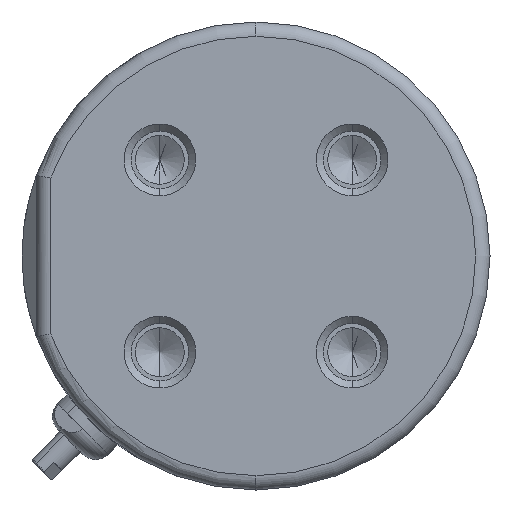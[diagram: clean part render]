
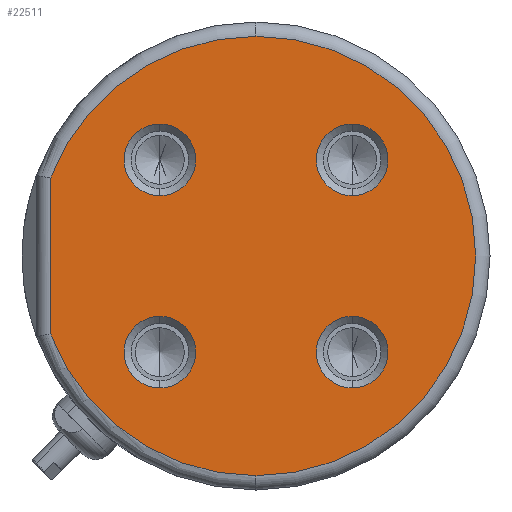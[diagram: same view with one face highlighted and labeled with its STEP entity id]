
A CAD part, left-side view. The second image highlights one B-rep face of the part: STEP entity #22511.
In plain terms, the highlighted planar face has unit normal (-1, 0, 0).
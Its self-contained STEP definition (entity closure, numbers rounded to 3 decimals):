
#186 = DIRECTION ( 'NONE',  ( 1., 0., 0. ) ) ;
#608 = FACE_OUTER_BOUND ( 'NONE', #12222, .T. ) ;
#1199 = DIRECTION ( 'NONE',  ( 1., 0., 0. ) ) ;
#1397 = EDGE_CURVE ( 'NONE', #25875, #11243, #31297, .T. ) ;
#1494 = ORIENTED_EDGE ( 'NONE', *, *, #6446, .T. ) ;
#1530 = CARTESIAN_POINT ( 'NONE',  ( -41.5, -13.435, 13.435 ) ) ;
#1624 = CIRCLE ( 'NONE', #4363, 30.7 ) ;
#2152 = VERTEX_POINT ( 'NONE', #25296 ) ;
#2741 = CIRCLE ( 'NONE', #18572, 5. ) ;
#3257 = DIRECTION ( 'NONE',  ( 1., 0., 0. ) ) ;
#3357 = ORIENTED_EDGE ( 'NONE', *, *, #33098, .T. ) ;
#4363 = AXIS2_PLACEMENT_3D ( 'NONE', #29568, #24581, #21658 ) ;
#4478 = VERTEX_POINT ( 'NONE', #27035 ) ;
#4545 = DIRECTION ( 'NONE',  ( 1., 0., 0. ) ) ;
#4793 = CARTESIAN_POINT ( 'NONE',  ( -41.5, 28.7, -10.9 ) ) ;
#5414 = CARTESIAN_POINT ( 'NONE',  ( -41.5, -13.435, 8.435 ) ) ;
#5859 = VERTEX_POINT ( 'NONE', #22392 ) ;
#5935 = DIRECTION ( 'NONE',  ( 0., 0., 1. ) ) ;
#6344 = EDGE_CURVE ( 'NONE', #25761, #8236, #13636, .T. ) ;
#6405 = FACE_BOUND ( 'NONE', #27783, .T. ) ;
#6446 = EDGE_CURVE ( 'NONE', #12907, #2152, #2741, .T. ) ;
#6501 = ORIENTED_EDGE ( 'NONE', *, *, #10230, .T. ) ;
#6830 = EDGE_CURVE ( 'NONE', #11243, #5859, #20337, .T. ) ;
#7875 = DIRECTION ( 'NONE',  ( 0., 0., 1. ) ) ;
#8207 = DIRECTION ( 'NONE',  ( 0., 0., 1. ) ) ;
#8236 = VERTEX_POINT ( 'NONE', #17450 ) ;
#8679 = DIRECTION ( 'NONE',  ( 1., 0., 0. ) ) ;
#8699 = AXIS2_PLACEMENT_3D ( 'NONE', #11212, #31483, #24093 ) ;
#8753 = VERTEX_POINT ( 'NONE', #5414 ) ;
#8945 = EDGE_CURVE ( 'NONE', #8236, #25761, #23674, .T. ) ;
#9054 = DIRECTION ( 'NONE',  ( 1., 0., 0. ) ) ;
#9410 = CARTESIAN_POINT ( 'NONE',  ( -41.5, 13.435, -8.435 ) ) ;
#9502 = CARTESIAN_POINT ( 'NONE',  ( -41.5, 28.7, 10.9 ) ) ;
#9963 = AXIS2_PLACEMENT_3D ( 'NONE', #12914, #4545, #17884 ) ;
#10230 = EDGE_CURVE ( 'NONE', #25856, #11643, #33394, .T. ) ;
#10344 = AXIS2_PLACEMENT_3D ( 'NONE', #26237, #3257, #8207 ) ;
#10425 = CARTESIAN_POINT ( 'NONE',  ( -41.5, 0., -30.7 ) ) ;
#10853 = EDGE_CURVE ( 'NONE', #5859, #28169, #1624, .T. ) ;
#11212 = CARTESIAN_POINT ( 'NONE',  ( -41.5, 13.435, -13.435 ) ) ;
#11243 = VERTEX_POINT ( 'NONE', #10425 ) ;
#11438 = DIRECTION ( 'NONE',  ( 0., 0., 1. ) ) ;
#11612 = DIRECTION ( 'NONE',  ( 0., 0., 1. ) ) ;
#11643 = VERTEX_POINT ( 'NONE', #33531 ) ;
#11963 = AXIS2_PLACEMENT_3D ( 'NONE', #1530, #1199, #11612 ) ;
#12158 = ORIENTED_EDGE ( 'NONE', *, *, #6344, .T. ) ;
#12222 = EDGE_LOOP ( 'NONE', ( #27991, #30930, #26945, #3357 ) ) ;
#12580 = DIRECTION ( 'NONE',  ( -1., 0., 0. ) ) ;
#12837 = EDGE_LOOP ( 'NONE', ( #1494, #20639 ) ) ;
#12907 = VERTEX_POINT ( 'NONE', #20240 ) ;
#12914 = CARTESIAN_POINT ( 'NONE',  ( -41.5, -13.435, -13.435 ) ) ;
#13023 = ORIENTED_EDGE ( 'NONE', *, *, #13283, .T. ) ;
#13158 = DIRECTION ( 'NONE',  ( 0., 0., 1. ) ) ;
#13225 = AXIS2_PLACEMENT_3D ( 'NONE', #27390, #27052, #5935 ) ;
#13283 = EDGE_CURVE ( 'NONE', #4478, #8753, #29615, .T. ) ;
#13320 = DIRECTION ( 'NONE',  ( 1., 0., 0. ) ) ;
#13636 = CIRCLE ( 'NONE', #10344, 5. ) ;
#14189 = CARTESIAN_POINT ( 'NONE',  ( -41.5, 13.435, -13.435 ) ) ;
#14300 = AXIS2_PLACEMENT_3D ( 'NONE', #18575, #12580, #20638 ) ;
#15192 = ORIENTED_EDGE ( 'NONE', *, *, #21654, .T. ) ;
#15891 = EDGE_CURVE ( 'NONE', #2152, #12907, #20198, .T. ) ;
#16846 = FACE_BOUND ( 'NONE', #30974, .T. ) ;
#17450 = CARTESIAN_POINT ( 'NONE',  ( -41.5, -13.435, -18.435 ) ) ;
#17884 = DIRECTION ( 'NONE',  ( 0., 0., 1. ) ) ;
#18024 = AXIS2_PLACEMENT_3D ( 'NONE', #21499, #31994, #18921 ) ;
#18572 = AXIS2_PLACEMENT_3D ( 'NONE', #31392, #186, #7875 ) ;
#18575 = CARTESIAN_POINT ( 'NONE',  ( -41.5, 0., 0. ) ) ;
#18921 = DIRECTION ( 'NONE',  ( 0., 0., 1. ) ) ;
#19138 = DIRECTION ( 'NONE',  ( 0., 0., 1. ) ) ;
#19660 = AXIS2_PLACEMENT_3D ( 'NONE', #32210, #8679, #19138 ) ;
#20198 = CIRCLE ( 'NONE', #19660, 5. ) ;
#20240 = CARTESIAN_POINT ( 'NONE',  ( -41.5, 13.435, 18.435 ) ) ;
#20337 = CIRCLE ( 'NONE', #13225, 30.7 ) ;
#20638 = DIRECTION ( 'NONE',  ( 0., 0., 1. ) ) ;
#20639 = ORIENTED_EDGE ( 'NONE', *, *, #15891, .T. ) ;
#21270 = CIRCLE ( 'NONE', #26773, 5. ) ;
#21499 = CARTESIAN_POINT ( 'NONE',  ( -41.5, 0., 0. ) ) ;
#21654 = EDGE_CURVE ( 'NONE', #11643, #25856, #21270, .T. ) ;
#21658 = DIRECTION ( 'NONE',  ( 0., 0., 1. ) ) ;
#21698 = EDGE_CURVE ( 'NONE', #8753, #4478, #32287, .T. ) ;
#22392 = CARTESIAN_POINT ( 'NONE',  ( -41.5, 0., 30.7 ) ) ;
#22511 = ADVANCED_FACE ( 'NONE', ( #24076, #29920, #6405, #16846, #608 ), #26834, .T. ) ;
#23015 = AXIS2_PLACEMENT_3D ( 'NONE', #26387, #13320, #13158 ) ;
#23363 = DIRECTION ( 'NONE',  ( 0., 0., -1. ) ) ;
#23530 = CARTESIAN_POINT ( 'NONE',  ( -41.5, 28.7, -11.261 ) ) ;
#23674 = CIRCLE ( 'NONE', #9963, 5. ) ;
#24076 = FACE_BOUND ( 'NONE', #25472, .T. ) ;
#24093 = DIRECTION ( 'NONE',  ( 0., 0., 1. ) ) ;
#24581 = DIRECTION ( 'NONE',  ( -1., 0., 0. ) ) ;
#24901 = VECTOR ( 'NONE', #23363, 1000. ) ;
#25296 = CARTESIAN_POINT ( 'NONE',  ( -41.5, 13.435, 8.435 ) ) ;
#25472 = EDGE_LOOP ( 'NONE', ( #13023, #33228 ) ) ;
#25761 = VERTEX_POINT ( 'NONE', #27278 ) ;
#25856 = VERTEX_POINT ( 'NONE', #9410 ) ;
#25875 = VERTEX_POINT ( 'NONE', #4793 ) ;
#26237 = CARTESIAN_POINT ( 'NONE',  ( -41.5, -13.435, -13.435 ) ) ;
#26387 = CARTESIAN_POINT ( 'NONE',  ( -41.5, -13.435, 13.435 ) ) ;
#26773 = AXIS2_PLACEMENT_3D ( 'NONE', #14189, #9054, #11438 ) ;
#26834 = PLANE ( 'NONE',  #18024 ) ;
#26945 = ORIENTED_EDGE ( 'NONE', *, *, #10853, .T. ) ;
#27035 = CARTESIAN_POINT ( 'NONE',  ( -41.5, -13.435, 18.435 ) ) ;
#27052 = DIRECTION ( 'NONE',  ( -1., 0., 0. ) ) ;
#27278 = CARTESIAN_POINT ( 'NONE',  ( -41.5, -13.435, -8.435 ) ) ;
#27390 = CARTESIAN_POINT ( 'NONE',  ( -41.5, 0., 0. ) ) ;
#27783 = EDGE_LOOP ( 'NONE', ( #6501, #15192 ) ) ;
#27991 = ORIENTED_EDGE ( 'NONE', *, *, #1397, .T. ) ;
#28169 = VERTEX_POINT ( 'NONE', #9502 ) ;
#29568 = CARTESIAN_POINT ( 'NONE',  ( -41.5, 0., 0. ) ) ;
#29615 = CIRCLE ( 'NONE', #23015, 5. ) ;
#29920 = FACE_BOUND ( 'NONE', #12837, .T. ) ;
#30930 = ORIENTED_EDGE ( 'NONE', *, *, #6830, .T. ) ;
#30932 = LINE ( 'NONE', #23530, #24901 ) ;
#30974 = EDGE_LOOP ( 'NONE', ( #12158, #32960 ) ) ;
#31297 = CIRCLE ( 'NONE', #14300, 30.7 ) ;
#31392 = CARTESIAN_POINT ( 'NONE',  ( -41.5, 13.435, 13.435 ) ) ;
#31483 = DIRECTION ( 'NONE',  ( 1., 0., 0. ) ) ;
#31994 = DIRECTION ( 'NONE',  ( -1., 0., 0. ) ) ;
#32210 = CARTESIAN_POINT ( 'NONE',  ( -41.5, 13.435, 13.435 ) ) ;
#32287 = CIRCLE ( 'NONE', #11963, 5. ) ;
#32960 = ORIENTED_EDGE ( 'NONE', *, *, #8945, .T. ) ;
#33098 = EDGE_CURVE ( 'NONE', #28169, #25875, #30932, .T. ) ;
#33228 = ORIENTED_EDGE ( 'NONE', *, *, #21698, .T. ) ;
#33394 = CIRCLE ( 'NONE', #8699, 5. ) ;
#33531 = CARTESIAN_POINT ( 'NONE',  ( -41.5, 13.435, -18.435 ) ) ;
